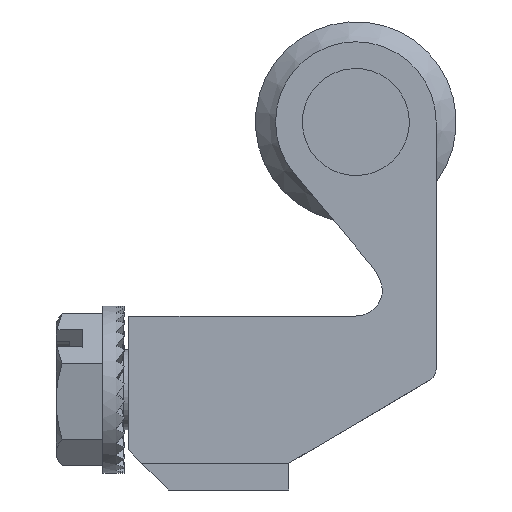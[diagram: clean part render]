
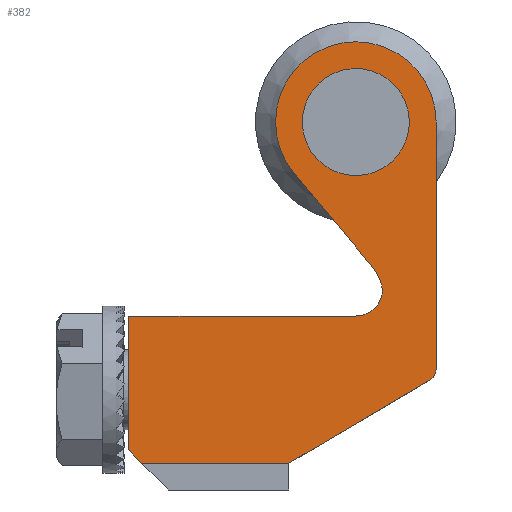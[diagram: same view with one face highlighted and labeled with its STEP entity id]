
A CAD part, left-side view. The second image highlights one B-rep face of the part: STEP entity #382.
In plain terms, the highlighted planar face has unit normal (-1, 0, 0).
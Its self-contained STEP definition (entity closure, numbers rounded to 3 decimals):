
#382=ADVANCED_FACE('',(#763,#764),#765,.F.);
#763=FACE_OUTER_BOUND('',#1517,.T.);
#764=FACE_BOUND('',#1518,.T.);
#765=PLANE('',#1519);
#1517=EDGE_LOOP('',(#2834,#2835,#2836,#2837,#2838,#2839,#2840,#2841,#2842,#2843,#2844,#2845));
#1518=EDGE_LOOP('',(#2846));
#1519=AXIS2_PLACEMENT_3D('',#2847,#2848,#2849);
#2834=ORIENTED_EDGE('',*,*,#5606,.F.);
#2835=ORIENTED_EDGE('',*,*,#5607,.T.);
#2836=ORIENTED_EDGE('',*,*,#5608,.F.);
#2837=ORIENTED_EDGE('',*,*,#5609,.F.);
#2838=ORIENTED_EDGE('',*,*,#5610,.F.);
#2839=ORIENTED_EDGE('',*,*,#5611,.F.);
#2840=ORIENTED_EDGE('',*,*,#5612,.F.);
#2841=ORIENTED_EDGE('',*,*,#5613,.F.);
#2842=ORIENTED_EDGE('',*,*,#5614,.F.);
#2843=ORIENTED_EDGE('',*,*,#5615,.F.);
#2844=ORIENTED_EDGE('',*,*,#5616,.F.);
#2845=ORIENTED_EDGE('',*,*,#5617,.F.);
#2846=ORIENTED_EDGE('',*,*,#5567,.F.);
#2847=CARTESIAN_POINT('',(-25.0,6.0,-6.0));
#2848=DIRECTION('',(1.0,0.,0.));
#2849=DIRECTION('',(0.,-1.0,0.));
#5567=EDGE_CURVE('',#6516,#6516,#6517,.F.);
#5606=EDGE_CURVE('',#6584,#6585,#6586,.T.);
#5607=EDGE_CURVE('',#6584,#6587,#6588,.F.);
#5608=EDGE_CURVE('',#6589,#6587,#6590,.T.);
#5609=EDGE_CURVE('',#6591,#6589,#6592,.T.);
#5610=EDGE_CURVE('',#6593,#6591,#6594,.T.);
#5611=EDGE_CURVE('',#6595,#6593,#6596,.T.);
#5612=EDGE_CURVE('',#6597,#6595,#6598,.T.);
#5613=EDGE_CURVE('',#6599,#6597,#6600,.T.);
#5614=EDGE_CURVE('',#6601,#6599,#6602,.T.);
#5615=EDGE_CURVE('',#6603,#6601,#6604,.T.);
#5616=EDGE_CURVE('',#6605,#6603,#6606,.T.);
#5617=EDGE_CURVE('',#6585,#6605,#6607,.T.);
#6516=VERTEX_POINT('',#8096);
#6517=CIRCLE('',#8097,3.05);
#6584=VERTEX_POINT('',#8194);
#6585=VERTEX_POINT('',#8195);
#6586=LINE('',#8196,#8197);
#6587=VERTEX_POINT('',#8198);
#6588=LINE('',#8199,#8200);
#6589=VERTEX_POINT('',#8201);
#6590=LINE('',#8202,#8203);
#6591=VERTEX_POINT('',#8204);
#6592=LINE('',#8205,#8206);
#6593=VERTEX_POINT('',#8207);
#6594=CIRCLE('',#8208,1.0);
#6595=VERTEX_POINT('',#8209);
#6596=LINE('',#8210,#8211);
#6597=VERTEX_POINT('',#8212);
#6598=CIRCLE('',#8213,6.0);
#6599=VERTEX_POINT('',#8214);
#6600=LINE('',#8215,#8216);
#6601=VERTEX_POINT('',#8217);
#6602=CIRCLE('',#8218,4.0);
#6603=VERTEX_POINT('',#8219);
#6604=CIRCLE('',#8220,2.0);
#6605=VERTEX_POINT('',#8221);
#6606=LINE('',#8222,#8223);
#6607=LINE('',#8224,#8225);
#8096=CARTESIAN_POINT('',(-25.0,9.05,-6.0));
#8097=AXIS2_PLACEMENT_3D('',#10819,#10820,#10821);
#8194=CARTESIAN_POINT('',(-25.0,23.0,-30.5));
#8195=CARTESIAN_POINT('',(-25.0,23.0,-20.5));
#8196=CARTESIAN_POINT('',(-25.0,23.0,-31.5));
#8197=VECTOR('',#10876,1.0);
#8198=CARTESIAN_POINT('',(-25.0,22.0,-31.5));
#8199=CARTESIAN_POINT('',(-25.0,23.0,-30.5));
#8200=VECTOR('',#10877,1.0);
#8201=CARTESIAN_POINT('',(-25.0,11.0,-31.5));
#8202=CARTESIAN_POINT('',(-25.0,11.0,-31.5));
#8203=VECTOR('',#10878,1.0);
#8204=CARTESIAN_POINT('',(-25.0,0.491,-25.29));
#8205=CARTESIAN_POINT('',(-25.0,0.491,-25.29));
#8206=VECTOR('',#10879,1.0);
#8207=CARTESIAN_POINT('',(-25.0,0.,-24.429));
#8208=AXIS2_PLACEMENT_3D('',#10880,#10881,#10882);
#8209=CARTESIAN_POINT('',(-25.0,0.,-6.0));
#8210=CARTESIAN_POINT('',(-25.0,0.,-6.0));
#8211=VECTOR('',#10883,1.0);
#8212=CARTESIAN_POINT('',(-25.0,10.596,-9.857));
#8213=AXIS2_PLACEMENT_3D('',#10884,#10885,#10886);
#8214=CARTESIAN_POINT('',(-25.0,4.863,-16.69));
#8215=CARTESIAN_POINT('',(-25.0,4.863,-16.69));
#8216=VECTOR('',#10887,1.0);
#8217=CARTESIAN_POINT('',(-25.0,4.0,-18.5));
#8218=AXIS2_PLACEMENT_3D('',#10888,#10889,#10890);
#8219=CARTESIAN_POINT('',(-25.0,6.0,-20.5));
#8220=AXIS2_PLACEMENT_3D('',#10891,#10892,#10893);
#8221=CARTESIAN_POINT('',(-25.0,17.476,-20.5));
#8222=CARTESIAN_POINT('',(-25.0,17.476,-20.5));
#8223=VECTOR('',#10894,1.0);
#8224=CARTESIAN_POINT('',(-25.0,23.0,-20.5));
#8225=VECTOR('',#10895,1.0);
#10819=CARTESIAN_POINT('',(-25.0,6.0,-6.0));
#10820=DIRECTION('',(1.0,0.,0.));
#10821=DIRECTION('',(0.,1.0,0.0));
#10876=DIRECTION('',(0.,0.,1.0));
#10877=DIRECTION('',(0.,0.707,0.707));
#10878=DIRECTION('',(0.,1.0,0.));
#10879=DIRECTION('',(0.,0.861,-0.509));
#10880=CARTESIAN_POINT('',(-25.0,1.0,-24.429));
#10881=DIRECTION('',(1.0,0.,0.));
#10882=DIRECTION('',(0.,0.,1.0));
#10883=DIRECTION('',(0.,0.,-1.0));
#10884=CARTESIAN_POINT('',(-25.0,6.0,-6.0));
#10885=DIRECTION('',(1.0,0.,0.));
#10886=DIRECTION('',(0.,0.,-1.0));
#10887=DIRECTION('',(0.,0.643,0.766));
#10888=CARTESIAN_POINT('',(-25.0,7.927,-19.261));
#10889=DIRECTION('',(-1.0,0.,0.));
#10890=DIRECTION('',(0.,0.,1.0));
#10891=CARTESIAN_POINT('',(-25.0,6.0,-18.5));
#10892=DIRECTION('',(-1.0,0.,0.));
#10893=DIRECTION('',(0.,0.,1.0));
#10894=DIRECTION('',(0.,-1.0,0.));
#10895=DIRECTION('',(0.,-1.0,0.));
